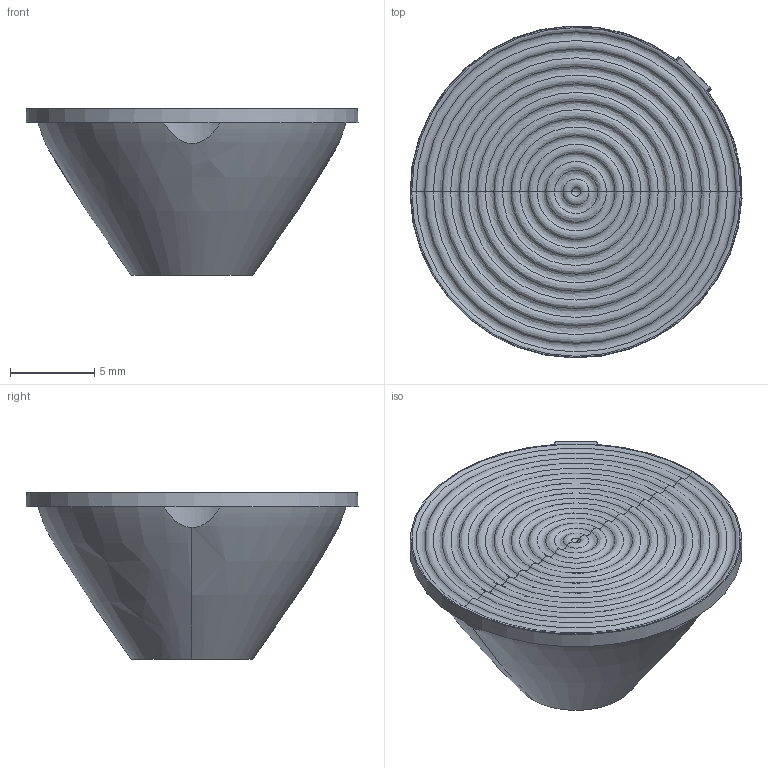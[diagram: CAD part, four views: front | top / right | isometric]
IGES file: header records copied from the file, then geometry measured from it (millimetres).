
Start section:  PTC IGES file: 10209_iss1_170806.igs
Global section: file name: 10209_iss1_170806.igs; native system: Pro/ENGINEER by Parametric Technology Corporation; preprocessor: 2008310; author: beanm; organization: Unknown; date: 20090206.170636; units: millimetre
Bounding box: 19.69 x 19.69 x 9.9 mm (x, y, z)
Surface area: 1025.9 mm2 (no closed solid volume)
Topology: 0 solids, 0 shells, 60 faces, 260 edges, 256 vertices
Faces by surface type: revolution 52, bspline 8
